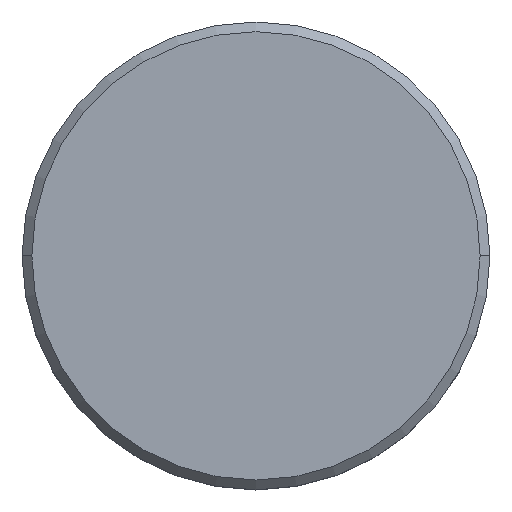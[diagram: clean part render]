
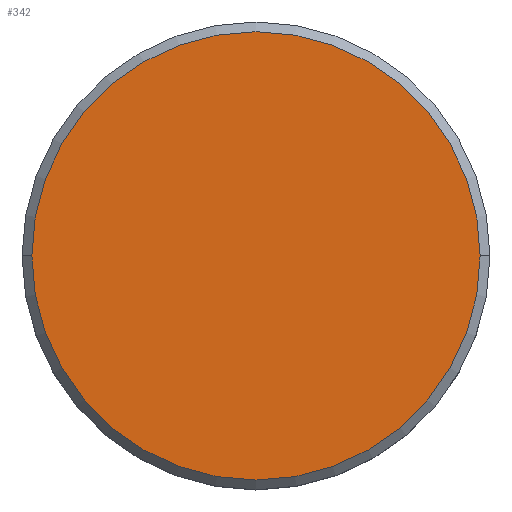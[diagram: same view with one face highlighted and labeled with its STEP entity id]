
A CAD part, top view. The second image highlights one B-rep face of the part: STEP entity #342.
In plain terms, the highlighted planar face has unit normal (0, 0, 1).
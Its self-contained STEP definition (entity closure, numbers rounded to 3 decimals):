
#16 = DIRECTION ( 'NONE',  ( 0., 0., 1. ) ) ;
#27 = ORIENTED_EDGE ( 'NONE', *, *, #318, .T. ) ;
#32 = CARTESIAN_POINT ( 'NONE',  ( -11.5, 0., 0. ) ) ;
#127 = CARTESIAN_POINT ( 'NONE',  ( 0., 0., 0. ) ) ;
#186 = DIRECTION ( 'NONE',  ( 0., 0., 1. ) ) ;
#274 = CIRCLE ( 'NONE', #959, 11.5 ) ;
#286 = VERTEX_POINT ( 'NONE', #32 ) ;
#318 = EDGE_CURVE ( 'NONE', #286, #737, #406, .T. ) ;
#342 = ADVANCED_FACE ( 'NONE', ( #363 ), #909, .T. ) ;
#363 = FACE_OUTER_BOUND ( 'NONE', #718, .T. ) ;
#406 = CIRCLE ( 'NONE', #647, 11.5 ) ;
#606 = DIRECTION ( 'NONE',  ( 0., 0., 1. ) ) ;
#609 = CARTESIAN_POINT ( 'NONE',  ( 11.5, 0., 0. ) ) ;
#635 = AXIS2_PLACEMENT_3D ( 'NONE', #127, #16, #923 ) ;
#647 = AXIS2_PLACEMENT_3D ( 'NONE', #763, #186, #1006 ) ;
#692 = ORIENTED_EDGE ( 'NONE', *, *, #976, .T. ) ;
#718 = EDGE_LOOP ( 'NONE', ( #27, #692 ) ) ;
#737 = VERTEX_POINT ( 'NONE', #609 ) ;
#757 = CARTESIAN_POINT ( 'NONE',  ( 0., 0., 0. ) ) ;
#763 = CARTESIAN_POINT ( 'NONE',  ( 0., 0., 0. ) ) ;
#909 = PLANE ( 'NONE',  #635 ) ;
#923 = DIRECTION ( 'NONE',  ( 1., 0., 0. ) ) ;
#959 = AXIS2_PLACEMENT_3D ( 'NONE', #757, #606, #992 ) ;
#976 = EDGE_CURVE ( 'NONE', #737, #286, #274, .T. ) ;
#992 = DIRECTION ( 'NONE',  ( 1., 0., 0. ) ) ;
#1006 = DIRECTION ( 'NONE',  ( 1., 0., 0. ) ) ;
